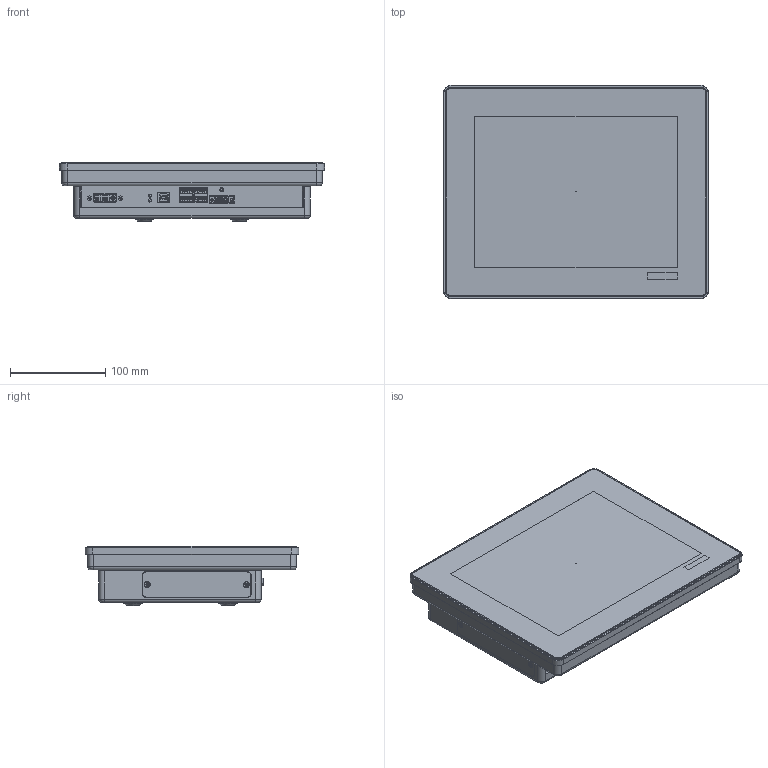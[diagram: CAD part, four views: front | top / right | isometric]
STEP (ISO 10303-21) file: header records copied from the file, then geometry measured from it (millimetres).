
FILE_DESCRIPTION((''),'2;1');
FILE_NAME('PROTOUCH Monitor - 10.4 Aufbau.stp','2015-09-16T16:48:52',('PC107_User'),(''),'Autodesk Inventor 2013','Autodesk Inventor 2013','');
FILE_SCHEMA(('AUTOMOTIVE_DESIGN { 1 0 10303 214 1 1 1 1 }'));
Length unit declared in the file: millimetre
Products named in the file (1): PROTOUCH Monitor - 10.4 Aufbau
Bounding box: 278 x 224 x 62.01 mm (x, y, z)
Volume: 617162.7 mm3; surface area: 400077.6 mm2
Topology: 5 solids, 30 shells, 2950 faces, 7664 edges, 4938 vertices
Faces by surface type: plane 2048, cylinder 608, cone 152, torus 127, bspline 11, revolution 2, sphere 2
Full cylindrical faces by diameter (mm): 0.1 x1, 1.02 x4, 1.8 x2, 2.156 x2, 2.283 x2, 2.459 x19, 2.5 x2, 2.693 x2, 2.7 x2, 2.845 x4, 3 x30, 3.1 x2, 3.242 x4, 3.3 x2, 3.4 x12, 4.2 x3, 4.25 x3, 5.3 x10, 5.5 x2, 5.8 x8, 6 x2, 6.05 x4, 6.3 x7, 6.31 x4
Entity records: 89981 total; most frequent: CARTESIAN_POINT 17041, ORIENTED_EDGE 14584, DIRECTION 14449, EDGE_CURVE 7292, VECTOR 5519, LINE 5519, VERTEX_POINT 4831, AXIS2_PLACEMENT_3D 4464
